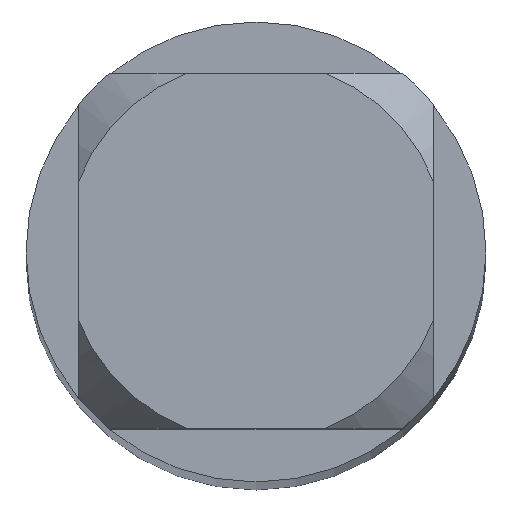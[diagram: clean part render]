
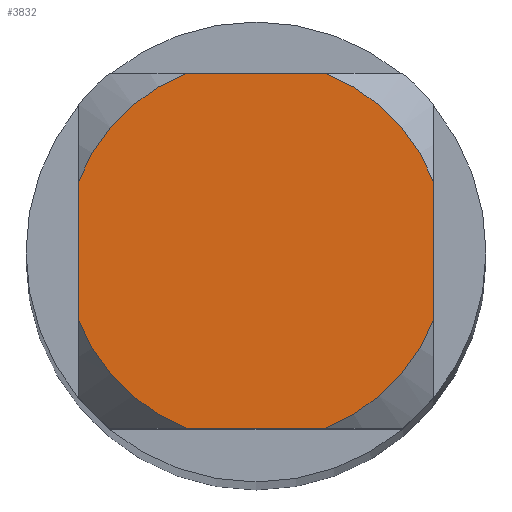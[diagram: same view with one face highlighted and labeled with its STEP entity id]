
A CAD part, top view. The second image highlights one B-rep face of the part: STEP entity #3832.
In plain terms, the highlighted planar face has unit normal (0, 0, 1).
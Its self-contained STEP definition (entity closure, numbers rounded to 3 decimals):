
#2356=EDGE_CURVE('',#3536,#3760,#6954,.T.);
#2772=EDGE_CURVE('',#3536,#5288,#7413,.T.);
#2856=EDGE_CURVE('',#3938,#6564,#7499,.T.);
#3078=VERTEX_POINT('',#7741);
#3336=EDGE_CURVE('',#5412,#3078,#8021,.T.);
#3450=EDGE_CURVE('',#4488,#3760,#8144,.T.);
#3536=VERTEX_POINT('',#8234);
#3760=VERTEX_POINT('',#8481);
#3832=ADVANCED_FACE('',(#8559),#8560,.T.);
#3938=VERTEX_POINT('',#8673);
#4070=EDGE_CURVE('',#4488,#3078,#8816,.T.);
#4488=VERTEX_POINT('',#9267);
#5280=EDGE_CURVE('',#3938,#5288,#10133,.T.);
#5288=VERTEX_POINT('',#10143);
#5412=VERTEX_POINT('',#10279);
#5802=EDGE_CURVE('',#5412,#6564,#10696,.T.);
#6564=VERTEX_POINT('',#11536);
#6954=CIRCLE('',#11995,1.45);
#7413=LINE('',#13428,#13429);
#7499=LINE('',#13707,#13708);
#7741=CARTESIAN_POINT('',(-0.529,1.35,0.0));
#8021=LINE('',#15333,#15334);
#8144=LINE('',#15755,#15756);
#8234=CARTESIAN_POINT('',(-0.529,-1.35,0.0));
#8481=CARTESIAN_POINT('',(-1.35,-0.529,0.0));
#8559=FACE_OUTER_BOUND('',#17181,.T.);
#8560=PLANE('',#17182);
#8673=CARTESIAN_POINT('',(1.35,-0.529,0.0));
#8816=CIRCLE('',#18145,1.45);
#9267=CARTESIAN_POINT('',(-1.35,0.529,0.0));
#10133=CIRCLE('',#22572,1.45);
#10143=CARTESIAN_POINT('',(0.529,-1.35,0.0));
#10279=CARTESIAN_POINT('',(0.529,1.35,0.0));
#10696=CIRCLE('',#24412,1.45);
#11536=CARTESIAN_POINT('',(1.35,0.529,0.0));
#11995=AXIS2_PLACEMENT_3D('',#28451,#28452,#28453);
#13428=CARTESIAN_POINT('',(0.0,-1.35,0.0));
#13429=VECTOR('',#28917,1.0);
#13707=CARTESIAN_POINT('',(1.35,0.363,0.0));
#13708=VECTOR('',#28951,1.0);
#15333=CARTESIAN_POINT('',(0.0,1.35,0.0));
#15334=VECTOR('',#29554,1.0);
#15755=CARTESIAN_POINT('',(-1.35,0.363,0.0));
#15756=VECTOR('',#29657,1.0);
#17181=EDGE_LOOP('',(#30026,#30027,#30028,#30029,#30030,#30031,#30032,#30033));
#17182=AXIS2_PLACEMENT_3D('',#30034,#30035,#30036);
#18145=AXIS2_PLACEMENT_3D('',#30243,#30244,#30245);
#22572=AXIS2_PLACEMENT_3D('',#31511,#31512,#31513);
#24412=AXIS2_PLACEMENT_3D('',#31931,#31932,#31933);
#28451=CARTESIAN_POINT('',(0.0,0.0,0.0));
#28452=DIRECTION('',(0.0,0.0,-1.0));
#28453=DIRECTION('',(0.0,1.0,0.0));
#28917=DIRECTION('',(1.0,0.0,0.0));
#28951=DIRECTION('',(-0.0,1.0,0.0));
#29554=DIRECTION('',(-1.0,0.0,0.0));
#29657=DIRECTION('',(-0.0,-1.0,0.0));
#30026=ORIENTED_EDGE('',*,*,#3450,.T.);
#30027=ORIENTED_EDGE('',*,*,#2356,.F.);
#30028=ORIENTED_EDGE('',*,*,#2772,.T.);
#30029=ORIENTED_EDGE('',*,*,#5280,.F.);
#30030=ORIENTED_EDGE('',*,*,#2856,.T.);
#30031=ORIENTED_EDGE('',*,*,#5802,.F.);
#30032=ORIENTED_EDGE('',*,*,#3336,.T.);
#30033=ORIENTED_EDGE('',*,*,#4070,.F.);
#30034=CARTESIAN_POINT('',(0.0,0.725,0.0));
#30035=DIRECTION('',(-0.0,0.0,1.0));
#30036=DIRECTION('',(0.0,-1.0,0.0));
#30243=CARTESIAN_POINT('',(0.0,0.0,0.0));
#30244=DIRECTION('',(0.0,0.0,-1.0));
#30245=DIRECTION('',(0.0,1.0,0.0));
#31511=CARTESIAN_POINT('',(0.0,0.0,0.0));
#31512=DIRECTION('',(0.0,0.0,-1.0));
#31513=DIRECTION('',(0.0,1.0,0.0));
#31931=CARTESIAN_POINT('',(0.0,0.0,0.0));
#31932=DIRECTION('',(0.0,0.0,-1.0));
#31933=DIRECTION('',(0.0,1.0,0.0));
